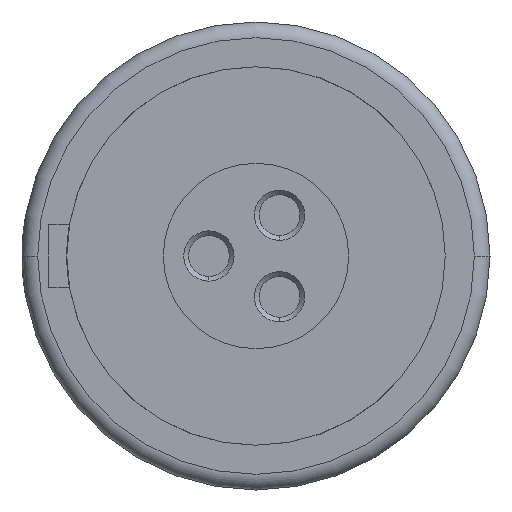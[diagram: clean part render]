
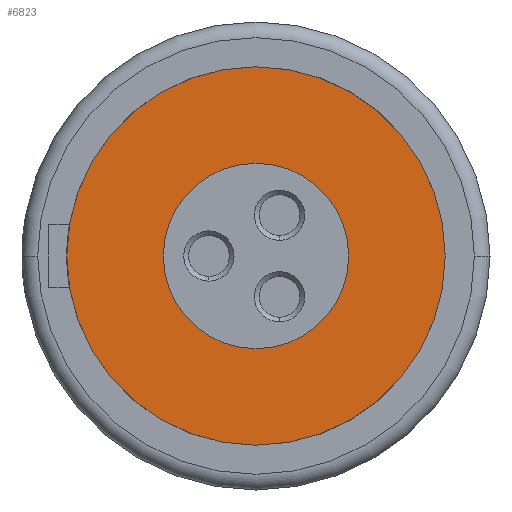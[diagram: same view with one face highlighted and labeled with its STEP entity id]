
A CAD part, left-side view. The second image highlights one B-rep face of the part: STEP entity #6823.
In plain terms, the highlighted planar face has unit normal (-1, 0, 0).
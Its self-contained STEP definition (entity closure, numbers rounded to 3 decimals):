
#3621=CARTESIAN_POINT('',(-1.,0.,0.));
#3622=DIRECTION('',(-1.,0.,0.));
#3623=DIRECTION('',(0.,1.,0.));
#3624=AXIS2_PLACEMENT_3D('',#3621,#3622,#3623);
#3626=CARTESIAN_POINT('',(-1.,0.,0.));
#3627=DIRECTION('',(1.,0.,0.));
#3628=DIRECTION('',(0.,1.,0.));
#3629=AXIS2_PLACEMENT_3D('',#3626,#3627,#3628);
#3631=CARTESIAN_POINT('',(-1.,0.,0.));
#3632=DIRECTION('',(-1.,0.,0.));
#3633=DIRECTION('',(0.,0.,1.));
#3634=AXIS2_PLACEMENT_3D('',#3631,#3632,#3633);
#3636=CARTESIAN_POINT('',(-1.,0.,0.));
#3637=DIRECTION('',(-1.,0.,0.));
#3638=DIRECTION('',(0.,0.,-1.));
#3639=AXIS2_PLACEMENT_3D('',#3636,#3637,#3638);
#3805=CARTESIAN_POINT('',(-1.,0.,-2.95));
#3806=VERTEX_POINT('',#3805);
#3807=CARTESIAN_POINT('',(-1.,0.,2.95));
#3808=VERTEX_POINT('',#3807);
#3971=CARTESIAN_POINT('',(-1.,-6.025,0.));
#3973=VERTEX_POINT('',#3971);
#3978=CARTESIAN_POINT('',(-1.,6.025,0.));
#3979=VERTEX_POINT('',#3978);
#6808=CARTESIAN_POINT('',(-1.,0.,0.));
#6809=DIRECTION('',(1.,0.,0.));
#6810=DIRECTION('',(0.,-1.,0.));
#6811=AXIS2_PLACEMENT_3D('',#6808,#6809,#6810);
#6812=PLANE('',#6811);
#6813=ORIENTED_EDGE('',*,*,#6799,.F.);
#6814=ORIENTED_EDGE('',*,*,#6785,.T.);
#6815=EDGE_LOOP('',(#6813,#6814));
#6816=FACE_OUTER_BOUND('',#6815,.F.);
#6818=ORIENTED_EDGE('',*,*,#6817,.T.);
#6820=ORIENTED_EDGE('',*,*,#6819,.T.);
#6821=EDGE_LOOP('',(#6818,#6820));
#6822=FACE_BOUND('',#6821,.F.);
#6823=ADVANCED_FACE('',(#6816,#6822),#6812,.F.);
#3625=CIRCLE('',#3624,6.025);
#3630=CIRCLE('',#3629,6.025);
#3635=CIRCLE('',#3634,2.95);
#3640=CIRCLE('',#3639,2.95);
#6785=EDGE_CURVE('',#3979,#3973,#3630,.T.);
#6799=EDGE_CURVE('',#3979,#3973,#3625,.T.);
#6817=EDGE_CURVE('',#3808,#3806,#3635,.T.);
#6819=EDGE_CURVE('',#3806,#3808,#3640,.T.);
